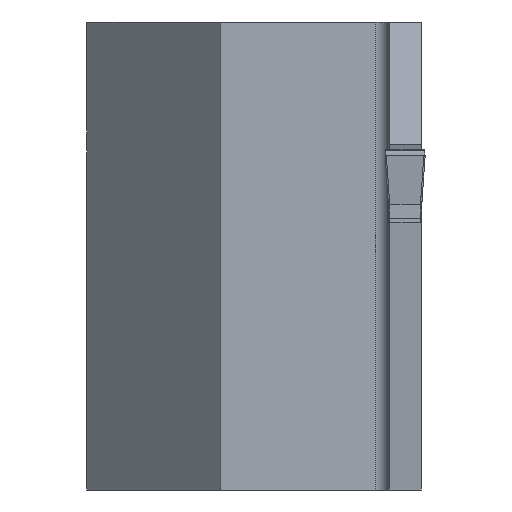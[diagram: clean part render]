
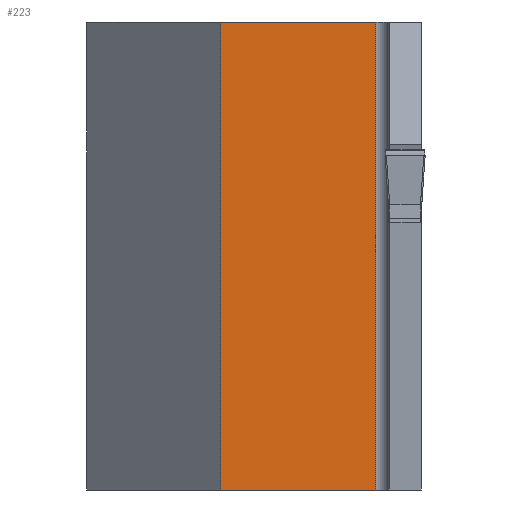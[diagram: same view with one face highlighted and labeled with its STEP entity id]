
A CAD part, left-side view. The second image highlights one B-rep face of the part: STEP entity #223.
In plain terms, the highlighted planar face has unit normal (-1, 0, 0).
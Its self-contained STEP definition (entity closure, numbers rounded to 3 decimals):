
#223=ADVANCED_FACE('',(#292),#262,.T.);
#262=PLANE('',#919);
#292=FACE_OUTER_BOUND('',#331,.T.);
#331=EDGE_LOOP('',(#389,#390,#391,#392));
#389=ORIENTED_EDGE('',*,*,#663,.F.);
#390=ORIENTED_EDGE('',*,*,#664,.T.);
#391=ORIENTED_EDGE('',*,*,#665,.T.);
#392=ORIENTED_EDGE('',*,*,#666,.T.);
#595=VERTEX_POINT('',#1198);
#596=VERTEX_POINT('',#1199);
#597=VERTEX_POINT('',#1201);
#598=VERTEX_POINT('',#1203);
#663=EDGE_CURVE('',#595,#596,#765,.T.);
#664=EDGE_CURVE('',#595,#597,#766,.T.);
#665=EDGE_CURVE('',#597,#598,#767,.T.);
#666=EDGE_CURVE('',#598,#596,#768,.T.);
#765=LINE('',#1197,#846);
#766=LINE('',#1200,#847);
#767=LINE('',#1202,#848);
#768=LINE('',#1204,#849);
#846=VECTOR('',#991,1.);
#847=VECTOR('',#992,1.);
#848=VECTOR('',#993,1.);
#849=VECTOR('',#994,1.);
#919=AXIS2_PLACEMENT_3D('',#1205,#995,#996);
#991=DIRECTION('',(0.,-1.,0.));
#992=DIRECTION('',(0.,0.,-1.));
#993=DIRECTION('',(0.,-1.,0.));
#994=DIRECTION('',(0.,0.,1.));
#995=DIRECTION('',(-1.,0.,0.));
#996=DIRECTION('',(0.,0.,1.));
#1197=CARTESIAN_POINT('',(23.,225.695,10.));
#1198=CARTESIAN_POINT('',(23.,15.,10.));
#1199=CARTESIAN_POINT('',(23.,3.4,10.));
#1200=CARTESIAN_POINT('',(23.,15.,30.));
#1201=CARTESIAN_POINT('',(23.,15.,-25.));
#1202=CARTESIAN_POINT('',(23.,225.695,-25.));
#1203=CARTESIAN_POINT('',(23.,3.4,-25.));
#1204=CARTESIAN_POINT('',(23.,3.4,10.));
#1205=CARTESIAN_POINT('',(23.,225.695,10.));
